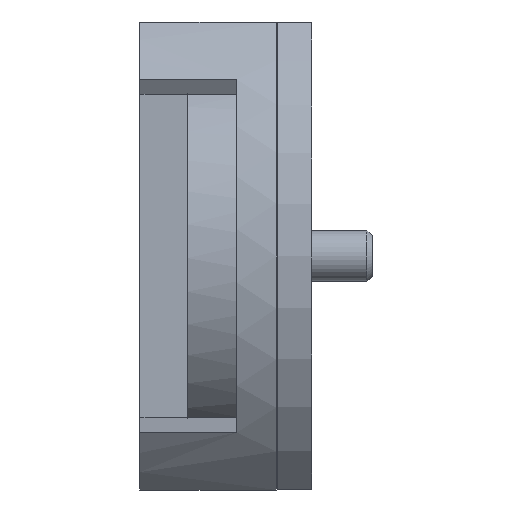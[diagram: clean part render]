
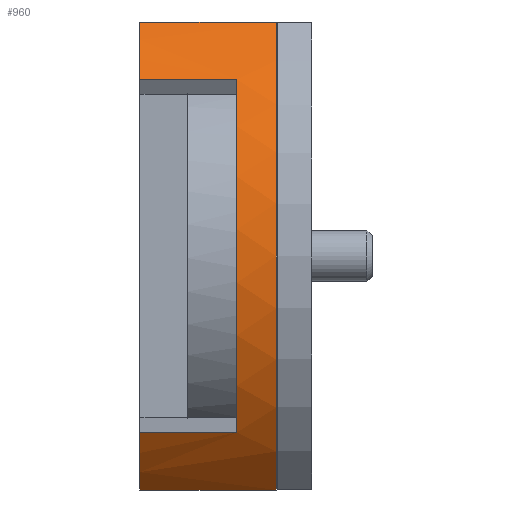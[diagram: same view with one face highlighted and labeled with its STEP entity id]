
A CAD part, front view. The second image highlights one B-rep face of the part: STEP entity #960.
In plain terms, the highlighted cylindrical face has radius 18.5 mm (diameter 37 mm), a partial arc.
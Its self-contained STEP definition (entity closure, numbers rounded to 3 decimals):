
#666 = EDGE_CURVE( '    LINE', #1769, #1731, #1770, .T. );
#770 = EDGE_CURVE( '     ARC', #1936, #1937, #1938, .T. );
#847 = EDGE_CURVE( '     ARC', #2058, #2059, #2060, .T. );
#960 = ADVANCED_FACE( '    FACE', ( #2219 ), #2220, .T. );
#1078 = EDGE_CURVE( '     ARC', #1769, #2373, #2374, .T. );
#1163 = EDGE_CURVE( '    LINE', #2058, #1937, #2484, .T. );
#1169 = EDGE_CURVE( '     ARC', #1731, #2491, #2492, .T. );
#1171 = EDGE_CURVE( '    LINE', #2373, #2059, #2494, .T. );
#1230 = EDGE_CURVE( '    LINE', #1936, #2491, #2569, .T. );
#1731 = VERTEX_POINT( '', #3149 );
#1769 = VERTEX_POINT( '', #3201 );
#1770 = LINE( '', #3202, #3203 );
#1936 = VERTEX_POINT( '', #3443 );
#1937 = VERTEX_POINT( '', #3444 );
#1938 = CIRCLE( '', #3445, 18.5 );
#2058 = VERTEX_POINT( '', #3609 );
#2059 = VERTEX_POINT( '', #3610 );
#2060 = CIRCLE( '', #3611, 18.5 );
#2219 = FACE_OUTER_BOUND( '', #3845, .T. );
#2220 = CYLINDRICAL_SURFACE( '', #3846, 18.5 );
#2373 = VERTEX_POINT( '', #4094 );
#2374 = CIRCLE( '', #4095, 18.5 );
#2484 = LINE( '', #4268, #4269 );
#2491 = VERTEX_POINT( '', #4281 );
#2492 = CIRCLE( '', #4282, 18.5 );
#2494 = LINE( '', #4285, #4286 );
#2569 = LINE( '', #4396, #4397 );
#3149 = CARTESIAN_POINT( '', ( -8.644, -8.804, 14.021 ) );
#3201 = CARTESIAN_POINT( '', ( -8.644, -8.804, 6.021 ) );
#3202 = CARTESIAN_POINT( '', ( -8.644, -8.804, 6.021 ) );
#3203 = VECTOR( '', #5197, 1000. );
#3443 = CARTESIAN_POINT( '', ( -5.258, -11.752, 8.321 ) );
#3444 = CARTESIAN_POINT( '', ( 15.47, -11.752, 8.321 ) );
#3445 = AXIS2_PLACEMENT_3D( '', #5375, #5376, #5377 );
#3609 = CARTESIAN_POINT( '', ( 15.47, -11.752, 14.021 ) );
#3610 = CARTESIAN_POINT( '', ( 18.856, -8.804, 14.021 ) );
#3611 = AXIS2_PLACEMENT_3D( '', #5520, #5521, #5522 );
#3845 = EDGE_LOOP( '', ( #5699, #5700, #5701, #5702, #5703, #5704, #5705, #5706 ) );
#3846 = AXIS2_PLACEMENT_3D( '', #5707, #5708, #5709 );
#4094 = CARTESIAN_POINT( '', ( 18.856, -8.804, 6.021 ) );
#4095 = AXIS2_PLACEMENT_3D( '', #5879, #5880, #5881 );
#4268 = CARTESIAN_POINT( '', ( 15.47, -11.752, 14.021 ) );
#4269 = VECTOR( '', #6022, 1000. );
#4281 = CARTESIAN_POINT( '', ( -5.258, -11.752, 14.021 ) );
#4282 = AXIS2_PLACEMENT_3D( '', #6025, #6026, #6027 );
#4285 = CARTESIAN_POINT( '', ( 18.856, -8.804, 6.021 ) );
#4286 = VECTOR( '', #6028, 1000. );
#4396 = CARTESIAN_POINT( '', ( -5.258, -11.752, 8.321 ) );
#4397 = VECTOR( '', #6143, 1000. );
#5197 = DIRECTION( '', ( 0., 0., 1. ) );
#5375 = CARTESIAN_POINT( '', ( 5.106, 3.573, 8.321 ) );
#5376 = DIRECTION( '', ( 0., 0., 1. ) );
#5377 = DIRECTION( '', ( -0.56, -0.828, 0. ) );
#5520 = CARTESIAN_POINT( '', ( 5.106, 3.573, 14.021 ) );
#5521 = DIRECTION( '', ( 0., 0., 1. ) );
#5522 = DIRECTION( '', ( 0.56, -0.828, 0. ) );
#5699 = ORIENTED_EDGE( '', *, *, #1163, .T. );
#5700 = ORIENTED_EDGE( '', *, *, #770, .F. );
#5701 = ORIENTED_EDGE( '', *, *, #1230, .T. );
#5702 = ORIENTED_EDGE( '', *, *, #1169, .F. );
#5703 = ORIENTED_EDGE( '', *, *, #666, .F. );
#5704 = ORIENTED_EDGE( '', *, *, #1078, .T. );
#5705 = ORIENTED_EDGE( '', *, *, #1171, .T. );
#5706 = ORIENTED_EDGE( '', *, *, #847, .F. );
#5707 = CARTESIAN_POINT( '', ( 5.106, 3.573, 7.621 ) );
#5708 = DIRECTION( '', ( 0., 0., -1. ) );
#5709 = DIRECTION( '', ( 1., 0., 0. ) );
#5879 = CARTESIAN_POINT( '', ( 5.106, 3.573, 6.021 ) );
#5880 = DIRECTION( '', ( 0., 0., 1. ) );
#5881 = DIRECTION( '', ( -0.743, -0.669, 0. ) );
#6022 = DIRECTION( '', ( 0., 0., -1. ) );
#6025 = CARTESIAN_POINT( '', ( 5.106, 3.573, 14.021 ) );
#6026 = DIRECTION( '', ( 0., 0., 1. ) );
#6027 = DIRECTION( '', ( -0.743, -0.669, 0. ) );
#6028 = DIRECTION( '', ( 0., 0., 1. ) );
#6143 = DIRECTION( '', ( 0., 0., 1. ) );
